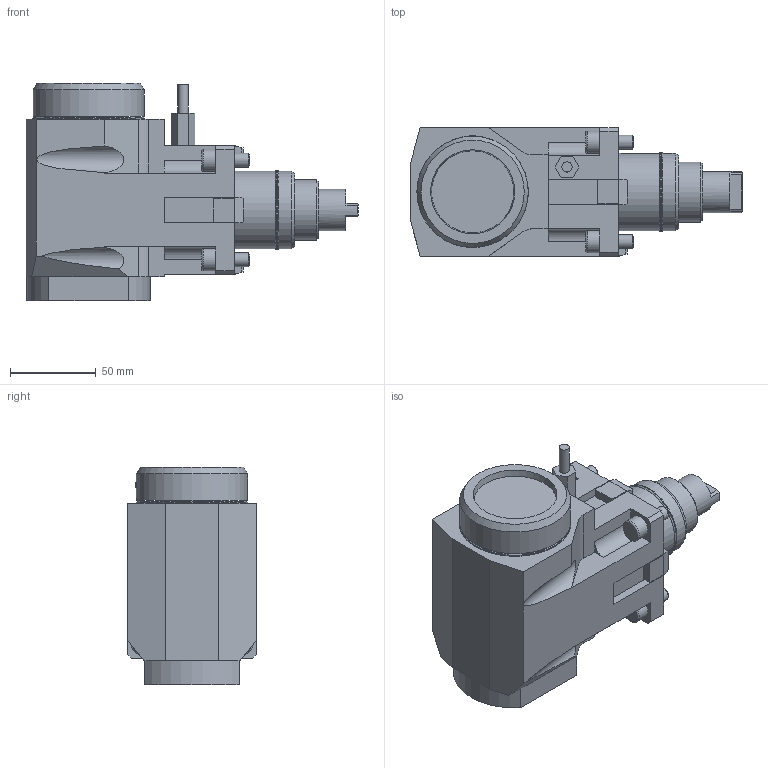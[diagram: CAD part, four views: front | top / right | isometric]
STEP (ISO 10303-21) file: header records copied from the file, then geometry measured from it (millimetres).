
FILE_DESCRIPTION(/* description */ (''),/* implementation_level */ '2;1');
FILE_NAME(/* name */ 'EWS_172031_DIN4003_tmp.stp',/* time_stamp */ '2020-02-19T10:55:29+01:00',/* author */ ('EWS'),/* organization */ (''),/* preprocessor_version */ 'ST-DEVELOPER v17.2',/* originating_system */ 'Autodesk Inventor 2019',/* authorisation */ '');
FILE_SCHEMA (('AUTOMOTIVE_DESIGN { 1 0 10303 214 3 1 1 }'));
Length unit declared in the file: millimetre
Products named in the file (1): EWS_172031_DIN4003
Bounding box: 193.5 x 75 x 127 mm (x, y, z)
Volume: 887730 mm3; surface area: 76192.8 mm2
Topology: 1 solids, 1 shells, 183 faces, 521 edges, 349 vertices
Faces by surface type: plane 130, cylinder 35, cone 12, torus 6
Full cylindrical faces by diameter (mm): 6 x1, 8 x4, 13 x4, 24 x1, 35 x1, 42 x1, 45 x2, 46.389 x1, 64.8 x1, 65 x1
Entity records: 6077 total; most frequent: CARTESIAN_POINT 1101, ORIENTED_EDGE 1042, DIRECTION 1026, EDGE_CURVE 521, LINE 378, VECTOR 378, VERTEX_POINT 349, AXIS2_PLACEMENT_3D 324
